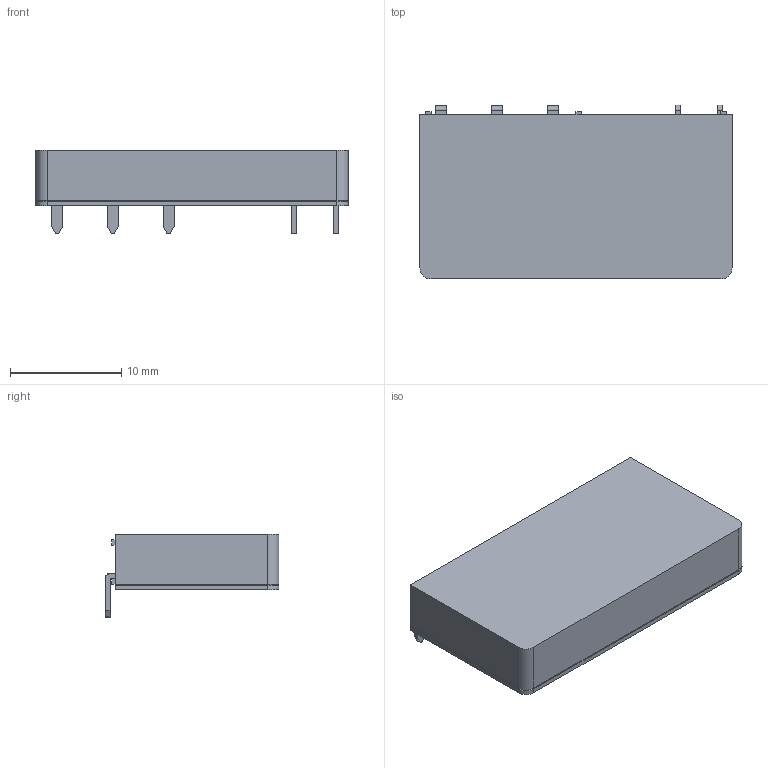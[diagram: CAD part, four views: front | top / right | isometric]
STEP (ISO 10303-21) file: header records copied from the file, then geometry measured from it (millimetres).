
FILE_DESCRIPTION( ( 'Unknown' ), '1' );
FILE_NAME( '3451x019.stp', 'Unknown', ( 'Unknown' ), ( 'Unknown' ), 'PSStep 15.0.49', 'Unknown', ' ' );
FILE_SCHEMA( ( 'AUTOMOTIVE_DESIGN { 1 0 10303 214 1 1 1 1 }' ) );
Length unit declared in the file: millimetre
Products named in the file (6): top
Bounding box: 28 x 15.6 x 7.5 mm (x, y, z)
Volume: 7.9 mm3; surface area: 1347.1 mm2
Topology: 5 solids, 53 shells, 120 faces, 415 edges, 353 vertices
Faces by surface type: plane 80, extrusion 20, cylinder 18, revolution 2
Entity records: 6174 total; most frequent: CARTESIAN_POINT 1781, DIRECTION 625, ORIENTED_EDGE 576, EDGE_CURVE 415, VERTEX_POINT 353, VECTOR 319, LINE 299, AXIS2_PLACEMENT_3D 152
